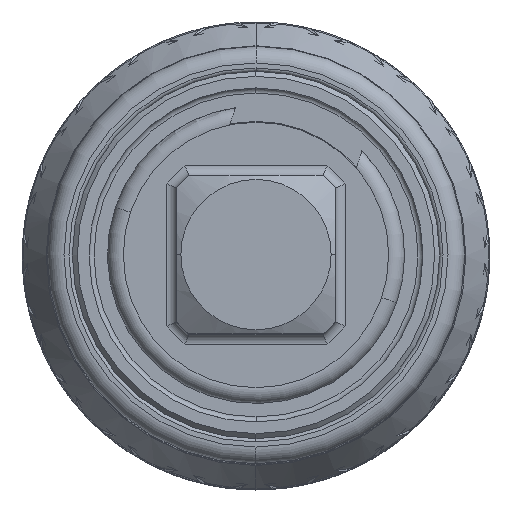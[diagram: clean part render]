
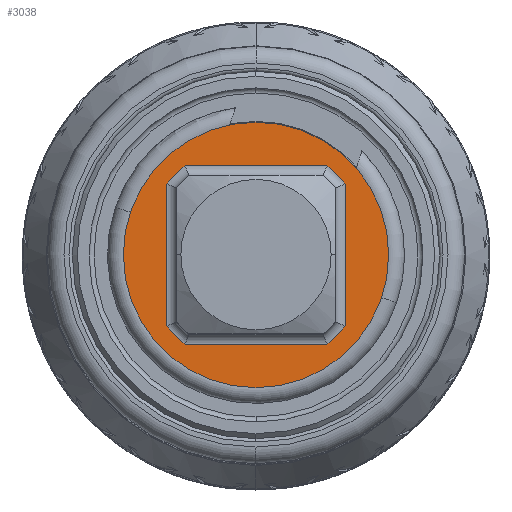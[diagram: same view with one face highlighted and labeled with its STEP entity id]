
A CAD part, top view. The second image highlights one B-rep face of the part: STEP entity #3038.
In plain terms, the highlighted planar face has unit normal (0, 0, 1).
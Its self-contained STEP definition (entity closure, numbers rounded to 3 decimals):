
#2033=CARTESIAN_POINT('',(0.,0.,64.4));
#2034=DIRECTION('',(0.,0.,-1.));
#2035=DIRECTION('',(1.,0.,0.));
#2036=AXIS2_PLACEMENT_3D('',#2033,#2034,#2035);
#2129=CARTESIAN_POINT('',(0.,0.,64.4));
#2130=DIRECTION('',(0.,0.,-1.));
#2131=DIRECTION('',(-1.,0.,0.));
#2132=AXIS2_PLACEMENT_3D('',#2129,#2130,#2131);
#2274=CARTESIAN_POINT('',(0.,0.,64.4));
#2275=DIRECTION('',(0.,0.,1.));
#2276=DIRECTION('',(0.784,0.621,0.));
#2277=AXIS2_PLACEMENT_3D('',#2274,#2275,#2276);
#2279=DIRECTION('',(-1.,0.,0.));
#2280=VECTOR('',#2279,8.48);
#2281=CARTESIAN_POINT('',(4.24,5.348,64.4));
#2282=LINE('',#2281,#2280);
#2283=CARTESIAN_POINT('',(0.,0.,64.4));
#2284=DIRECTION('',(0.,0.,1.));
#2285=DIRECTION('',(-0.621,0.784,0.));
#2286=AXIS2_PLACEMENT_3D('',#2283,#2284,#2285);
#2288=DIRECTION('',(0.,-1.,0.));
#2289=VECTOR('',#2288,8.48);
#2290=CARTESIAN_POINT('',(-5.348,4.24,64.4));
#2291=LINE('',#2290,#2289);
#2292=CARTESIAN_POINT('',(0.,0.,64.4));
#2293=DIRECTION('',(0.,0.,1.));
#2294=DIRECTION('',(-0.784,-0.621,0.));
#2295=AXIS2_PLACEMENT_3D('',#2292,#2293,#2294);
#2297=DIRECTION('',(1.,0.,0.));
#2298=VECTOR('',#2297,8.48);
#2299=CARTESIAN_POINT('',(-4.24,-5.348,64.4));
#2300=LINE('',#2299,#2298);
#2301=CARTESIAN_POINT('',(0.,0.,64.4));
#2302=DIRECTION('',(0.,0.,1.));
#2303=DIRECTION('',(0.621,-0.784,0.));
#2304=AXIS2_PLACEMENT_3D('',#2301,#2302,#2303);
#2306=DIRECTION('',(0.,1.,0.));
#2307=VECTOR('',#2306,8.48);
#2308=CARTESIAN_POINT('',(5.348,-4.24,64.4));
#2309=LINE('',#2308,#2307);
#2776=CARTESIAN_POINT('',(7.947,0.,64.4));
#2777=CARTESIAN_POINT('',(-7.947,0.,64.4));
#2778=VERTEX_POINT('',#2776);
#2779=VERTEX_POINT('',#2777);
#2780=CARTESIAN_POINT('',(5.348,4.24,64.4));
#2781=CARTESIAN_POINT('',(4.24,5.348,64.4));
#2782=VERTEX_POINT('',#2780);
#2783=VERTEX_POINT('',#2781);
#2784=CARTESIAN_POINT('',(-4.24,5.348,64.4));
#2785=VERTEX_POINT('',#2784);
#2786=CARTESIAN_POINT('',(-5.348,4.24,64.4));
#2787=VERTEX_POINT('',#2786);
#2788=CARTESIAN_POINT('',(-5.348,-4.24,64.4));
#2789=VERTEX_POINT('',#2788);
#2790=CARTESIAN_POINT('',(-4.24,-5.348,64.4));
#2791=VERTEX_POINT('',#2790);
#2792=CARTESIAN_POINT('',(4.24,-5.348,64.4));
#2793=VERTEX_POINT('',#2792);
#2794=CARTESIAN_POINT('',(5.348,-4.24,64.4));
#2795=VERTEX_POINT('',#2794);
#3011=CARTESIAN_POINT('',(0.,0.,64.4));
#3012=DIRECTION('',(0.,0.,1.));
#3013=DIRECTION('',(0.,-1.,0.));
#3014=AXIS2_PLACEMENT_3D('',#3011,#3012,#3013);
#3015=PLANE('',#3014);
#3016=ORIENTED_EDGE('',*,*,#2821,.T.);
#3017=ORIENTED_EDGE('',*,*,#2890,.T.);
#3018=EDGE_LOOP('',(#3016,#3017));
#3019=FACE_OUTER_BOUND('',#3018,.F.);
#3021=ORIENTED_EDGE('',*,*,#3020,.T.);
#3023=ORIENTED_EDGE('',*,*,#3022,.T.);
#3025=ORIENTED_EDGE('',*,*,#3024,.T.);
#3027=ORIENTED_EDGE('',*,*,#3026,.T.);
#3029=ORIENTED_EDGE('',*,*,#3028,.T.);
#3031=ORIENTED_EDGE('',*,*,#3030,.T.);
#3033=ORIENTED_EDGE('',*,*,#3032,.T.);
#3035=ORIENTED_EDGE('',*,*,#3034,.T.);
#3036=EDGE_LOOP('',(#3021,#3023,#3025,#3027,#3029,#3031,#3033,#3035));
#3037=FACE_BOUND('',#3036,.F.);
#3038=ADVANCED_FACE('',(#3019,#3037),#3015,.T.);
#2037=CIRCLE('',#2036,7.947);
#2133=CIRCLE('',#2132,7.947);
#2278=CIRCLE('',#2277,6.825);
#2287=CIRCLE('',#2286,6.825);
#2296=CIRCLE('',#2295,6.825);
#2305=CIRCLE('',#2304,6.825);
#2821=EDGE_CURVE('',#2778,#2779,#2037,.T.);
#2890=EDGE_CURVE('',#2779,#2778,#2133,.T.);
#3020=EDGE_CURVE('',#2782,#2783,#2278,.T.);
#3022=EDGE_CURVE('',#2783,#2785,#2282,.T.);
#3024=EDGE_CURVE('',#2785,#2787,#2287,.T.);
#3026=EDGE_CURVE('',#2787,#2789,#2291,.T.);
#3028=EDGE_CURVE('',#2789,#2791,#2296,.T.);
#3030=EDGE_CURVE('',#2791,#2793,#2300,.T.);
#3032=EDGE_CURVE('',#2793,#2795,#2305,.T.);
#3034=EDGE_CURVE('',#2795,#2782,#2309,.T.);
